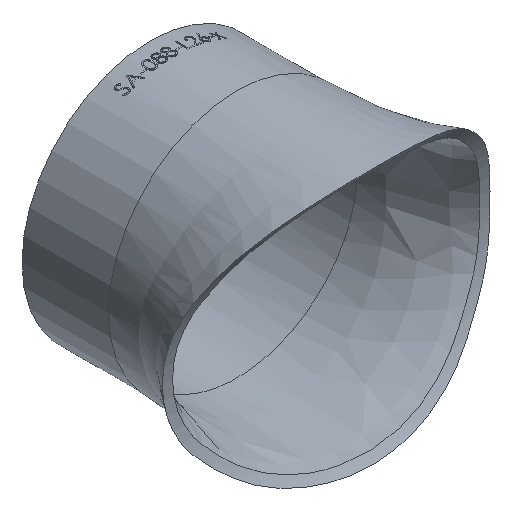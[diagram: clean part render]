
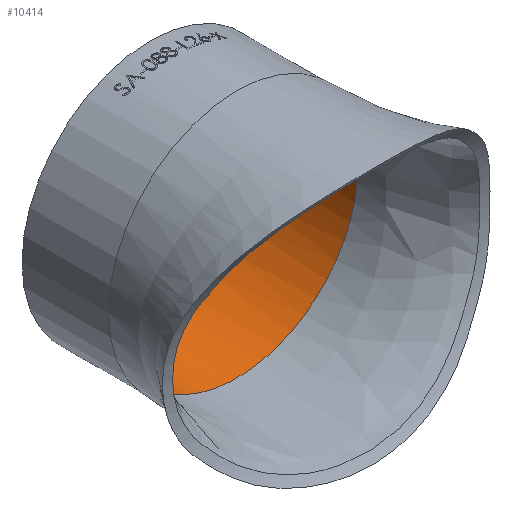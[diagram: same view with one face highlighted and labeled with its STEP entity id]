
A CAD part, isometric view. The second image highlights one B-rep face of the part: STEP entity #10414.
In plain terms, the highlighted cylindrical face has radius 41.85 mm (diameter 83.7 mm), a full revolution.
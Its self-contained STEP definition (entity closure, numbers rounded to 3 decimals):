
#48 = CARTESIAN_POINT ( 'NONE',  ( -5.781, 84.36, 41.85 ) ) ;
#861 = ORIENTED_EDGE ( 'NONE', *, *, #11580, .F. ) ;
#942 = CARTESIAN_POINT ( 'NONE',  ( 0., 114.36, 41.85 ) ) ;
#1077 = CIRCLE ( 'NONE', #6578, 41.85 ) ;
#1487 = CARTESIAN_POINT ( 'NONE',  ( -2.873, 84.36, -41.777 ) ) ;
#1570 = CARTESIAN_POINT ( 'NONE',  ( -39.56, 84.36, -13.749 ) ) ;
#1645 = CARTESIAN_POINT ( 'NONE',  ( -5.689, 84.36, -41.491 ) ) ;
#1727 = CARTESIAN_POINT ( 'NONE',  ( -40.72, 84.36, -9.791 ) ) ;
#1956 = CARTESIAN_POINT ( 'NONE',  ( -41.491, 84.36, -5.689 ) ) ;
#2350 = DIRECTION ( 'NONE',  ( 0., 1., 0. ) ) ;
#3134 = VERTEX_POINT ( 'NONE', #18251 ) ;
#3155 = CARTESIAN_POINT ( 'NONE',  ( 41.777, 84.36, 2.873 ) ) ;
#3225 = CARTESIAN_POINT ( 'NONE',  ( 41.278, 84.36, -7.07 ) ) ;
#3460 = CARTESIAN_POINT ( 'NONE',  ( -41.777, 84.36, 2.873 ) ) ;
#3764 = CARTESIAN_POINT ( 'NONE',  ( -41.777, 84.36, -2.873 ) ) ;
#4805 = CARTESIAN_POINT ( 'NONE',  ( 0., 84.36, 41.85 ) ) ;
#4885 = CARTESIAN_POINT ( 'NONE',  ( 39.56, 84.36, -13.749 ) ) ;
#4961 = CARTESIAN_POINT ( 'NONE',  ( 40.375, 84.36, 11.131 ) ) ;
#5045 = CARTESIAN_POINT ( 'NONE',  ( 5.689, 84.36, -41.491 ) ) ;
#5072 = DIRECTION ( 'NONE',  ( 0., 0., 1. ) ) ;
#5125 = CARTESIAN_POINT ( 'NONE',  ( 41.85, 84.36, 1.435 ) ) ;
#5433 = CARTESIAN_POINT ( 'NONE',  ( -11.278, 84.36, 40.678 ) ) ;
#5508 = CARTESIAN_POINT ( 'NONE',  ( -25.797, 84.36, 33.376 ) ) ;
#6116 = AXIS2_PLACEMENT_3D ( 'NONE', #6591, #15219, #5072 ) ;
#6565 = CARTESIAN_POINT ( 'NONE',  ( 9.791, 84.36, -40.72 ) ) ;
#6578 = AXIS2_PLACEMENT_3D ( 'NONE', #16339, #2350, #11288 ) ;
#6591 = CARTESIAN_POINT ( 'NONE',  ( 0., 84.36, 0. ) ) ;
#6643 = CARTESIAN_POINT ( 'NONE',  ( 33.376, 84.36, -25.797 ) ) ;
#6718 = CARTESIAN_POINT ( 'NONE',  ( 2.873, 84.36, -41.777 ) ) ;
#6799 = CARTESIAN_POINT ( 'NONE',  ( 40.72, 84.36, -9.791 ) ) ;
#6875 = CARTESIAN_POINT ( 'NONE',  ( 40.375, 84.36, -11.131 ) ) ;
#6954 = CARTESIAN_POINT ( 'NONE',  ( 0., 84.36, 41.85 ) ) ;
#7029 = CARTESIAN_POINT ( 'NONE',  ( -39.09, 84.36, 15.03 ) ) ;
#8308 = CARTESIAN_POINT ( 'NONE',  ( 39.09, 84.36, -15.03 ) ) ;
#8386 = CARTESIAN_POINT ( 'NONE',  ( 21.286, 84.36, -36.442 ) ) ;
#8460 = CARTESIAN_POINT ( 'NONE',  ( -33.376, 84.36, -25.797 ) ) ;
#8624 = CARTESIAN_POINT ( 'NONE',  ( 11.131, 84.36, -40.375 ) ) ;
#9006 = CARTESIAN_POINT ( 'NONE',  ( -36.442, 84.36, 21.286 ) ) ;
#9545 = FACE_OUTER_BOUND ( 'NONE', #19472, .T. ) ;
#10063 = CARTESIAN_POINT ( 'NONE',  ( -1.435, 84.36, -41.85 ) ) ;
#10141 = CARTESIAN_POINT ( 'NONE',  ( 13.749, 84.36, -39.56 ) ) ;
#10213 = CARTESIAN_POINT ( 'NONE',  ( 15.03, 84.36, -39.09 ) ) ;
#10291 = CARTESIAN_POINT ( 'NONE',  ( 36.442, 84.36, 21.286 ) ) ;
#10362 = FACE_OUTER_BOUND ( 'NONE', #20023, .T. ) ;
#10368 = CARTESIAN_POINT ( 'NONE',  ( -40.375, 84.36, -11.131 ) ) ;
#10414 = ADVANCED_FACE ( 'NONE', ( #10362, #9545 ), #13328, .F. ) ;
#10450 = CARTESIAN_POINT ( 'NONE',  ( -41.278, 84.36, 7.07 ) ) ;
#10595 = CARTESIAN_POINT ( 'NONE',  ( -21.286, 84.36, 36.442 ) ) ;
#11115 = B_SPLINE_CURVE_WITH_KNOTS ( 'NONE', 3,
 ( #4805, #22539, #15192, #13842, #20624, #19013, #10291, #11884, #12044, #4961, #15420, #17105, #18703, #3155, #5125, #13766, #20543, #17021, #3225, #6799, #6875, #4885, #8308, #20784, #6643, #13616, #8386, #10213, #10141, #8624, #6565, #22310, #5045, #6718, #20463, #10063, #1487, #1645, #20702, #18853, #12118, #17180, #18931, #22460, #11803, #8460, #22386, #11959, #1570, #10368, #1727, #12496, #1956, #3764, #21018, #19236, #3460, #13924, #10450, #15794, #17567, #19316, #7029, #9006, #15866, #5508, #10595, #5433, #48, #6954 ),
 .UNSPECIFIED., .T., .F.,
 ( 4, 2, 2, 2, 2, 2, 2, 2, 2, 2, 2, 2, 2, 2, 2, 2, 2, 2, 2, 2, 2, 2, 2, 2, 2, 2, 2, 2, 2, 2, 2, 2, 2, 2, 4 ),
 ( 0., 0.063, 0.125, 0.188, 0.203, 0.219, 0.234, 0.25, 0.266, 0.281, 0.297, 0.313, 0.375, 0.437, 0.453, 0.469, 0.484, 0.5, 0.516, 0.531, 0.547, 0.562, 0.625, 0.687, 0.703, 0.719, 0.734, 0.75, 0.766, 0.781, 0.797, 0.812, 0.875, 0.938, 1. ),
 .UNSPECIFIED. ) ;
#11288 = DIRECTION ( 'NONE',  ( 0., 0., 1. ) ) ;
#11580 = EDGE_CURVE ( 'NONE', #3134, #3134, #11115, .T. ) ;
#11803 = CARTESIAN_POINT ( 'NONE',  ( -25.797, 84.36, -33.376 ) ) ;
#11884 = CARTESIAN_POINT ( 'NONE',  ( 39.09, 84.36, 15.03 ) ) ;
#11959 = CARTESIAN_POINT ( 'NONE',  ( -39.09, 84.36, -15.03 ) ) ;
#12034 = EDGE_CURVE ( 'NONE', #20523, #20523, #1077, .T. ) ;
#12044 = CARTESIAN_POINT ( 'NONE',  ( 39.56, 84.36, 13.749 ) ) ;
#12118 = CARTESIAN_POINT ( 'NONE',  ( -11.131, 84.36, -40.375 ) ) ;
#12496 = CARTESIAN_POINT ( 'NONE',  ( -41.278, 84.36, -7.07 ) ) ;
#13328 = CYLINDRICAL_SURFACE ( 'NONE', #6116, 41.85 ) ;
#13616 = CARTESIAN_POINT ( 'NONE',  ( 25.797, 84.36, -33.376 ) ) ;
#13766 = CARTESIAN_POINT ( 'NONE',  ( 41.85, 84.36, -1.435 ) ) ;
#13842 = CARTESIAN_POINT ( 'NONE',  ( 21.286, 84.36, 36.442 ) ) ;
#13924 = CARTESIAN_POINT ( 'NONE',  ( -41.491, 84.36, 5.689 ) ) ;
#14369 = ORIENTED_EDGE ( 'NONE', *, *, #12034, .T. ) ;
#15192 = CARTESIAN_POINT ( 'NONE',  ( 11.278, 84.36, 40.678 ) ) ;
#15219 = DIRECTION ( 'NONE',  ( 0., 1., 0. ) ) ;
#15420 = CARTESIAN_POINT ( 'NONE',  ( 40.72, 84.36, 9.791 ) ) ;
#15794 = CARTESIAN_POINT ( 'NONE',  ( -40.72, 84.36, 9.791 ) ) ;
#15866 = CARTESIAN_POINT ( 'NONE',  ( -33.376, 84.36, 25.797 ) ) ;
#16339 = CARTESIAN_POINT ( 'NONE',  ( 0., 114.36, 0. ) ) ;
#17021 = CARTESIAN_POINT ( 'NONE',  ( 41.491, 84.36, -5.689 ) ) ;
#17105 = CARTESIAN_POINT ( 'NONE',  ( 41.278, 84.36, 7.07 ) ) ;
#17180 = CARTESIAN_POINT ( 'NONE',  ( -13.749, 84.36, -39.56 ) ) ;
#17567 = CARTESIAN_POINT ( 'NONE',  ( -40.375, 84.36, 11.131 ) ) ;
#18251 = CARTESIAN_POINT ( 'NONE',  ( 0., 84.36, 41.85 ) ) ;
#18703 = CARTESIAN_POINT ( 'NONE',  ( 41.491, 84.36, 5.689 ) ) ;
#18853 = CARTESIAN_POINT ( 'NONE',  ( -9.791, 84.36, -40.72 ) ) ;
#18931 = CARTESIAN_POINT ( 'NONE',  ( -15.03, 84.36, -39.09 ) ) ;
#19013 = CARTESIAN_POINT ( 'NONE',  ( 33.376, 84.36, 25.797 ) ) ;
#19236 = CARTESIAN_POINT ( 'NONE',  ( -41.85, 84.36, 1.435 ) ) ;
#19316 = CARTESIAN_POINT ( 'NONE',  ( -39.56, 84.36, 13.749 ) ) ;
#19472 = EDGE_LOOP ( 'NONE', ( #14369 ) ) ;
#20023 = EDGE_LOOP ( 'NONE', ( #861 ) ) ;
#20463 = CARTESIAN_POINT ( 'NONE',  ( 1.435, 84.36, -41.85 ) ) ;
#20523 = VERTEX_POINT ( 'NONE', #942 ) ;
#20543 = CARTESIAN_POINT ( 'NONE',  ( 41.777, 84.36, -2.873 ) ) ;
#20624 = CARTESIAN_POINT ( 'NONE',  ( 25.797, 84.36, 33.376 ) ) ;
#20702 = CARTESIAN_POINT ( 'NONE',  ( -7.07, 84.36, -41.278 ) ) ;
#20784 = CARTESIAN_POINT ( 'NONE',  ( 36.442, 84.36, -21.286 ) ) ;
#21018 = CARTESIAN_POINT ( 'NONE',  ( -41.85, 84.36, -1.435 ) ) ;
#22310 = CARTESIAN_POINT ( 'NONE',  ( 7.07, 84.36, -41.278 ) ) ;
#22386 = CARTESIAN_POINT ( 'NONE',  ( -36.442, 84.36, -21.286 ) ) ;
#22460 = CARTESIAN_POINT ( 'NONE',  ( -21.286, 84.36, -36.442 ) ) ;
#22539 = CARTESIAN_POINT ( 'NONE',  ( 5.781, 84.36, 41.85 ) ) ;
